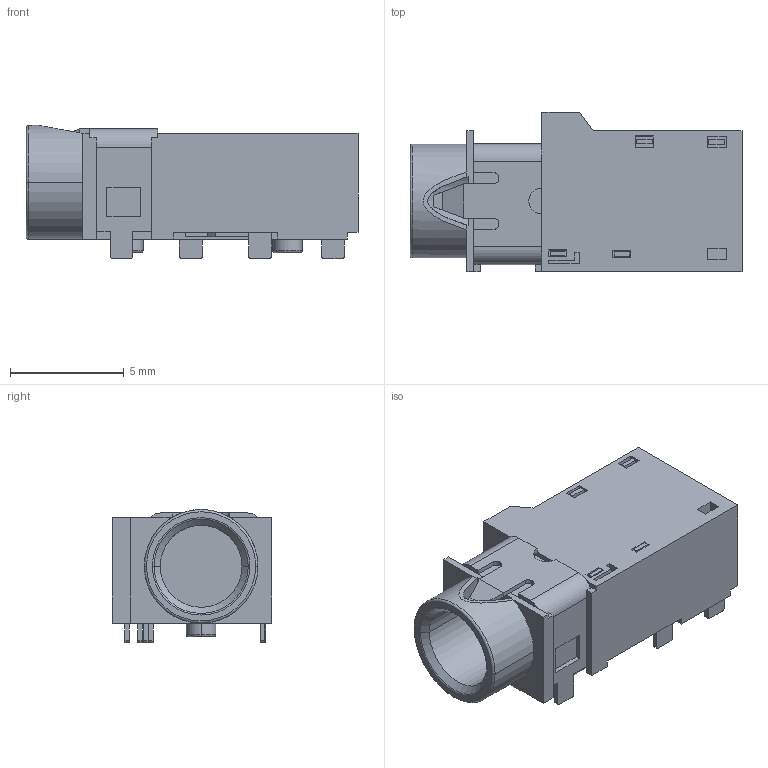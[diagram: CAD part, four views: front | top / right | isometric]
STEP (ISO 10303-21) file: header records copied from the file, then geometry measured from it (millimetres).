
FILE_DESCRIPTION (( 'STEP AP214' ), '1' );
FILE_NAME ('AUDIO-TH_ST-0322D00-071-1A2H.step', '2022-06-16T10:50:42', ( '' ), ( '' ), 'SwSTEP 2.0', 'SolidWorks 2020', '' );
FILE_SCHEMA (( 'AUTOMOTIVE_DESIGN' ));
Length unit declared in the file: millimetre
Products named in the file (1): AUDIO-TH_ST-0322D00-071-1A2H
Bounding box: 14.6 x 7 x 5.85 mm (x, y, z)
Volume: 252.1 mm3; surface area: 714 mm2
Topology: 10 solids, 10 shells, 471 faces, 1245 edges, 825 vertices
Faces by surface type: plane 329, bspline 99, cylinder 33, torus 8, cone 2
Entity records: 20284 total; most frequent: CARTESIAN_POINT 3922, ORIENTED_EDGE 2490, DIRECTION 1873, EDGE_CURVE 1245, LINE 953, VECTOR 953, VERTEX_POINT 825, EDGE_LOOP 508
